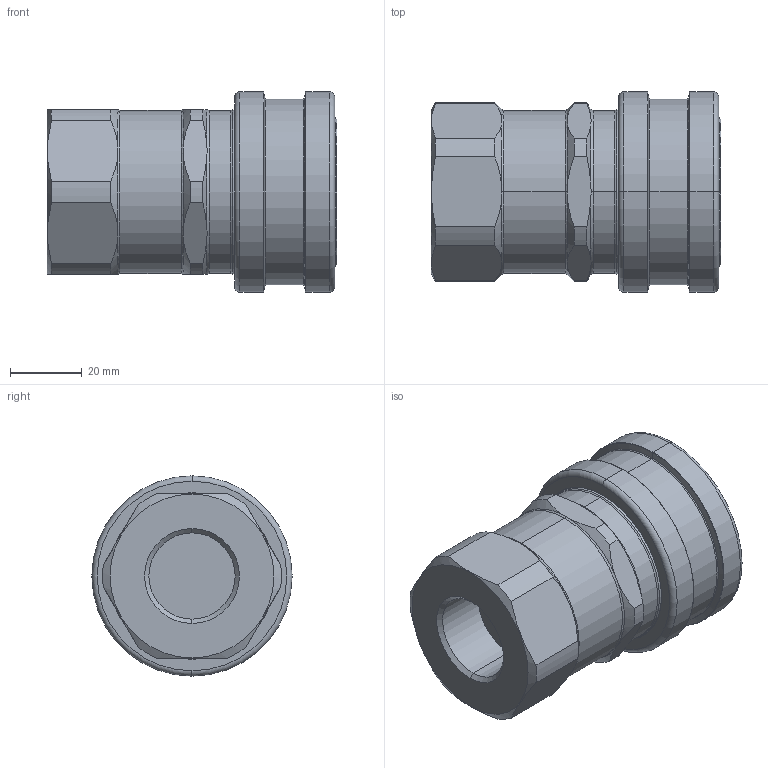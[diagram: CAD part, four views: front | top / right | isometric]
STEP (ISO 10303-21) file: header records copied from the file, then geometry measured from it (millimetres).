
FILE_DESCRIPTION (( 'STEP AP214' ), '1' );
FILE_NAME ('IB7511 H.STEP', '2015-09-02T07:10:47', ( 'admin' ), ( 'Microsoft' ), 'SwSTEP 2.0', 'SolidWorks 2009', '' );
FILE_SCHEMA (( 'AUTOMOTIVE_DESIGN' ));
Length unit declared in the file: millimetre
Products named in the file (1): IB7511 H
Bounding box: 81 x 56 x 56 mm (x, y, z)
Volume: 120171 mm3; surface area: 26857.5 mm2
Topology: 1 solids, 1 shells, 291 faces, 782 edges, 493 vertices
Faces by surface type: cone 99, cylinder 80, torus 58, plane 30, sphere 24
Entity records: 11508 total; most frequent: CARTESIAN_POINT 4316, ORIENTED_EDGE 1564, DIRECTION 1505, EDGE_CURVE 782, AXIS2_PLACEMENT_3D 682, VERTEX_POINT 493, CIRCLE 390, EDGE_LOOP 317
